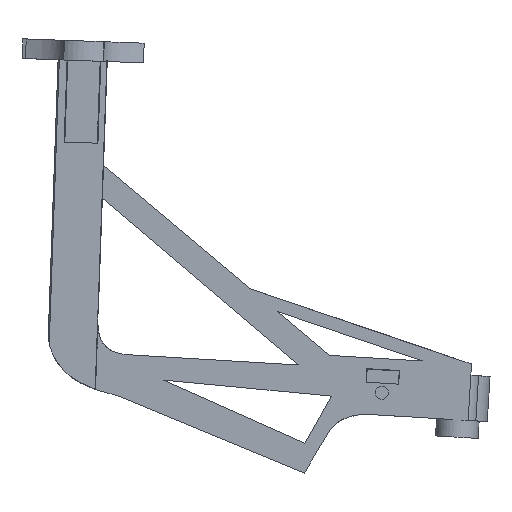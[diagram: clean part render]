
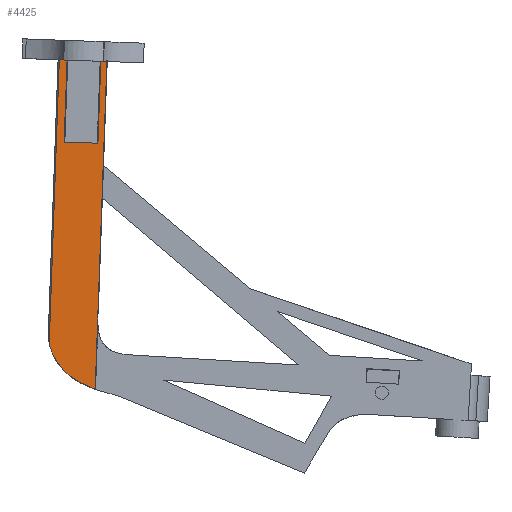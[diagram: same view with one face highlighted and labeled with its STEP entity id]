
A CAD part, left-side view. The second image highlights one B-rep face of the part: STEP entity #4425.
In plain terms, the highlighted planar face has unit normal (-1, 0, 0).
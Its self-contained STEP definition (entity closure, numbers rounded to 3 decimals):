
#182=(
BOUNDED_CURVE()
B_SPLINE_CURVE(5,(#7010,#7011,#7012,#7013,#7014,#7015,#7016,#7017,#7018,
#7019,#7020,#7021,#7022),.UNSPECIFIED.,.F.,.F.)
B_SPLINE_CURVE_WITH_KNOTS((6,1,1,1,1,1,1,1,6),(-0.798,-0.7,
-0.6,-0.5,-0.4,-0.3,-0.2,-0.1,-0.064),.UNSPECIFIED.)
CURVE()
GEOMETRIC_REPRESENTATION_ITEM()
RATIONAL_B_SPLINE_CURVE((1.,1.,1.,1.,1.,1.,1.,1.,1.,1.,1.,1.,1.))
REPRESENTATION_ITEM('')
);
#183=(
BOUNDED_CURVE()
B_SPLINE_CURVE(5,(#7025,#7026,#7027,#7028,#7029,#7030,#7031),
 .UNSPECIFIED.,.F.,.F.)
B_SPLINE_CURVE_WITH_KNOTS((6,1,6),(-0.937,-0.9,-0.825),
 .UNSPECIFIED.)
CURVE()
GEOMETRIC_REPRESENTATION_ITEM()
RATIONAL_B_SPLINE_CURVE((1.,1.,1.,1.,1.,1.,1.))
REPRESENTATION_ITEM('')
);
#521=FACE_OUTER_BOUND('',#777,.T.);
#777=EDGE_LOOP('',(#3323,#3324,#3325,#3326,#3327,#3328,#3329,#3330,#3331,
#3332));
#1100=LINE('',#6852,#1514);
#1105=LINE('',#6894,#1519);
#1106=LINE('',#6897,#1520);
#1108=LINE('',#6906,#1522);
#1117=LINE('',#6995,#1531);
#1119=LINE('',#7006,#1533);
#1120=LINE('',#7008,#1534);
#1121=LINE('',#7024,#1535);
#1514=VECTOR('',#5211,10.);
#1519=VECTOR('',#5218,10.);
#1520=VECTOR('',#5221,10.);
#1522=VECTOR('',#5225,10.);
#1531=VECTOR('',#5236,10.);
#1533=VECTOR('',#5240,10.);
#1534=VECTOR('',#5241,10.);
#1535=VECTOR('',#5242,10.);
#1949=VERTEX_POINT('',#6849);
#1950=VERTEX_POINT('',#6851);
#1954=VERTEX_POINT('',#6892);
#1955=VERTEX_POINT('',#6896);
#1957=VERTEX_POINT('',#6905);
#1965=VERTEX_POINT('',#6994);
#1966=VERTEX_POINT('',#7005);
#1967=VERTEX_POINT('',#7007);
#1968=VERTEX_POINT('',#7009);
#1969=VERTEX_POINT('',#7023);
#2451=EDGE_CURVE('',#1950,#1949,#1100,.T.);
#2458=EDGE_CURVE('',#1949,#1954,#1105,.T.);
#2459=EDGE_CURVE('',#1955,#1950,#1106,.T.);
#2462=EDGE_CURVE('',#1957,#1955,#1108,.T.);
#2474=EDGE_CURVE('',#1965,#1957,#1117,.T.);
#2477=EDGE_CURVE('',#1954,#1966,#1119,.T.);
#2478=EDGE_CURVE('',#1966,#1967,#1120,.T.);
#2479=EDGE_CURVE('',#1968,#1967,#182,.T.);
#2480=EDGE_CURVE('',#1968,#1969,#1121,.T.);
#2481=EDGE_CURVE('',#1965,#1969,#183,.T.);
#3323=ORIENTED_EDGE('',*,*,#2458,.T.);
#3324=ORIENTED_EDGE('',*,*,#2477,.T.);
#3325=ORIENTED_EDGE('',*,*,#2478,.T.);
#3326=ORIENTED_EDGE('',*,*,#2479,.F.);
#3327=ORIENTED_EDGE('',*,*,#2480,.T.);
#3328=ORIENTED_EDGE('',*,*,#2481,.F.);
#3329=ORIENTED_EDGE('',*,*,#2474,.T.);
#3330=ORIENTED_EDGE('',*,*,#2462,.T.);
#3331=ORIENTED_EDGE('',*,*,#2459,.T.);
#3332=ORIENTED_EDGE('',*,*,#2451,.T.);
#4256=PLANE('',#4699);
#4425=ADVANCED_FACE('',(#521),#4256,.F.);
#4699=AXIS2_PLACEMENT_3D('',#7004,#5238,#5239);
#5211=DIRECTION('',(0.,0.999,0.036));
#5218=DIRECTION('',(0.,-0.036,0.999));
#5221=DIRECTION('',(0.,0.036,-0.999));
#5225=DIRECTION('',(0.,0.999,0.036));
#5236=DIRECTION('',(0.,-0.036,0.999));
#5238=DIRECTION('center_axis',(1.,0.,0.));
#5239=DIRECTION('ref_axis',(0.,1.,0.));
#5240=DIRECTION('',(0.,0.999,0.036));
#5241=DIRECTION('',(0.,0.036,-0.999));
#5242=DIRECTION('',(0.,-0.036,0.999));
#6849=CARTESIAN_POINT('',(-190.,100.475,100.337));
#6851=CARTESIAN_POINT('',(-190.,90.166,99.968));
#6852=CARTESIAN_POINT('',(-190.,52.478,98.619));
#6892=CARTESIAN_POINT('',(-190.,99.581,125.321));
#6894=CARTESIAN_POINT('',(-190.,101.711,65.823));
#6896=CARTESIAN_POINT('',(-190.,89.272,124.952));
#6897=CARTESIAN_POINT('',(-190.,91.401,65.454));
#6905=CARTESIAN_POINT('',(-190.,87.436,124.886));
#6906=CARTESIAN_POINT('',(-190.,24.303,122.626));
#6994=CARTESIAN_POINT('',(-190.,90.167,48.358));
#6995=CARTESIAN_POINT('',(-190.,87.425,125.208));
#7004=CARTESIAN_POINT('Origin',(-190.,13.,3.073));
#7005=CARTESIAN_POINT('',(-190.,101.93,125.405));
#7006=CARTESIAN_POINT('',(-190.,24.303,122.626));
#7007=CARTESIAN_POINT('',(-190.,105.016,38.922));
#7008=CARTESIAN_POINT('',(-190.,101.919,125.725));
#7009=CARTESIAN_POINT('',(-190.,91.004,24.872));
#7010=CARTESIAN_POINT('Ctrl Pts',(-190.,91.004,24.872));
#7011=CARTESIAN_POINT('Ctrl Pts',(-190.,91.63,25.1));
#7012=CARTESIAN_POINT('Ctrl Pts',(-190.,92.865,25.577));
#7013=CARTESIAN_POINT('Ctrl Pts',(-190.,94.633,26.35));
#7014=CARTESIAN_POINT('Ctrl Pts',(-190.,96.802,27.494));
#7015=CARTESIAN_POINT('Ctrl Pts',(-190.,99.161,29.133));
#7016=CARTESIAN_POINT('Ctrl Pts',(-190.,101.142,31.004));
#7017=CARTESIAN_POINT('Ctrl Pts',(-190.,102.736,33.101));
#7018=CARTESIAN_POINT('Ctrl Pts',(-190.,103.808,35.117));
#7019=CARTESIAN_POINT('Ctrl Pts',(-190.,104.441,36.783));
#7020=CARTESIAN_POINT('Ctrl Pts',(-190.,104.796,38.005));
#7021=CARTESIAN_POINT('Ctrl Pts',(-190.,104.971,38.728));
#7022=CARTESIAN_POINT('Ctrl Pts',(-190.,105.016,38.922));
#7023=CARTESIAN_POINT('',(-190.,90.263,45.649));
#7024=CARTESIAN_POINT('',(-190.,87.425,125.208));
#7025=CARTESIAN_POINT('Ctrl Pts',(-190.,90.167,48.358));
#7026=CARTESIAN_POINT('Ctrl Pts',(-190.,90.181,48.171));
#7027=CARTESIAN_POINT('Ctrl Pts',(-190.,90.222,47.607));
#7028=CARTESIAN_POINT('Ctrl Pts',(-190.,90.25,47.056));
#7029=CARTESIAN_POINT('Ctrl Pts',(-190.,90.266,46.519));
#7030=CARTESIAN_POINT('Ctrl Pts',(-190.,90.268,45.995));
#7031=CARTESIAN_POINT('Ctrl Pts',(-190.,90.263,45.649));
